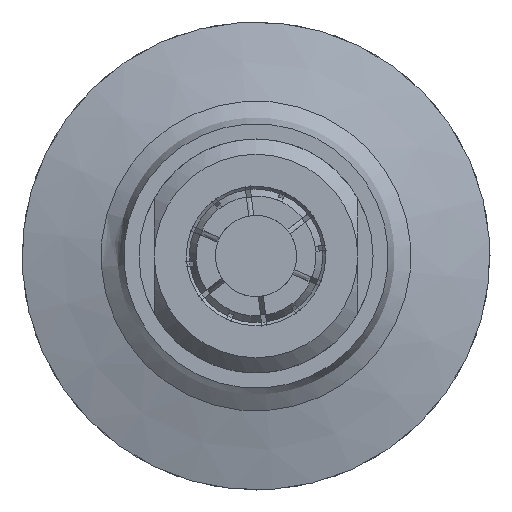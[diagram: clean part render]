
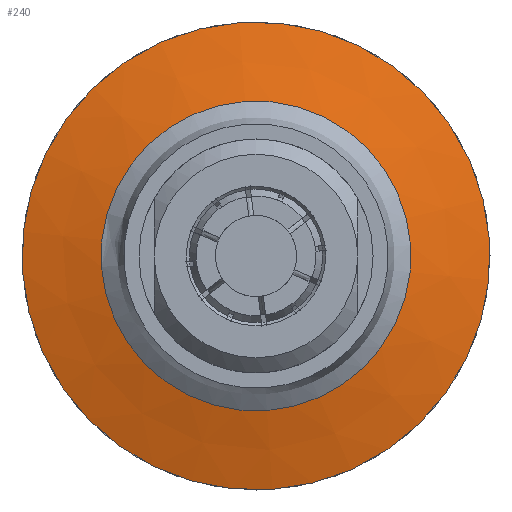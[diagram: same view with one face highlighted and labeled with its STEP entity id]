
A CAD part, left-side view. The second image highlights one B-rep face of the part: STEP entity #240.
In plain terms, the highlighted conical face has half-angle 75 degrees and reference radius 18 mm.
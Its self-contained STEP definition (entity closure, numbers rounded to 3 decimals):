
#189=CARTESIAN_POINT('',(-40.284,15.141,1.582));
#190=VERTEX_POINT('',#189);
#191=CARTESIAN_POINT('',(-40.284,0.,0.));
#192=DIRECTION('',(-1.,0.,0.));
#193=DIRECTION('',(0.,-0.995,-0.104));
#194=AXIS2_PLACEMENT_3D('',#191,#192,#193);
#195=CIRCLE('',#194,15.224);
#196=EDGE_CURVE('',#190,#190,#195,.T.);
#221=CARTESIAN_POINT('',(-39.54,0.,0.));
#222=DIRECTION('',(1.0,0.,0.));
#223=DIRECTION('',(0.,0.995,0.104));
#224=AXIS2_PLACEMENT_3D('',#221,#222,#223);
#225=CONICAL_SURFACE('',#224,18.,75.);
#226=CARTESIAN_POINT('',(-38.2,22.876,2.39));
#227=VERTEX_POINT('',#226);
#228=CARTESIAN_POINT('',(-38.2,0.,0.));
#229=DIRECTION('',(1.0,0.,0.));
#230=DIRECTION('',(0.,0.995,0.104));
#231=AXIS2_PLACEMENT_3D('',#228,#229,#230);
#232=CIRCLE('',#231,23.);
#233=EDGE_CURVE('',#227,#227,#232,.T.);
#234=ORIENTED_EDGE('',*,*,#233,.F.);
#235=EDGE_LOOP('',(#234));
#236=FACE_OUTER_BOUND('',#235,.T.);
#237=ORIENTED_EDGE('',*,*,#196,.F.);
#238=EDGE_LOOP('',(#237));
#239=FACE_BOUND('',#238,.T.);
#240=ADVANCED_FACE('',(#236,#239),#225,.T.);
